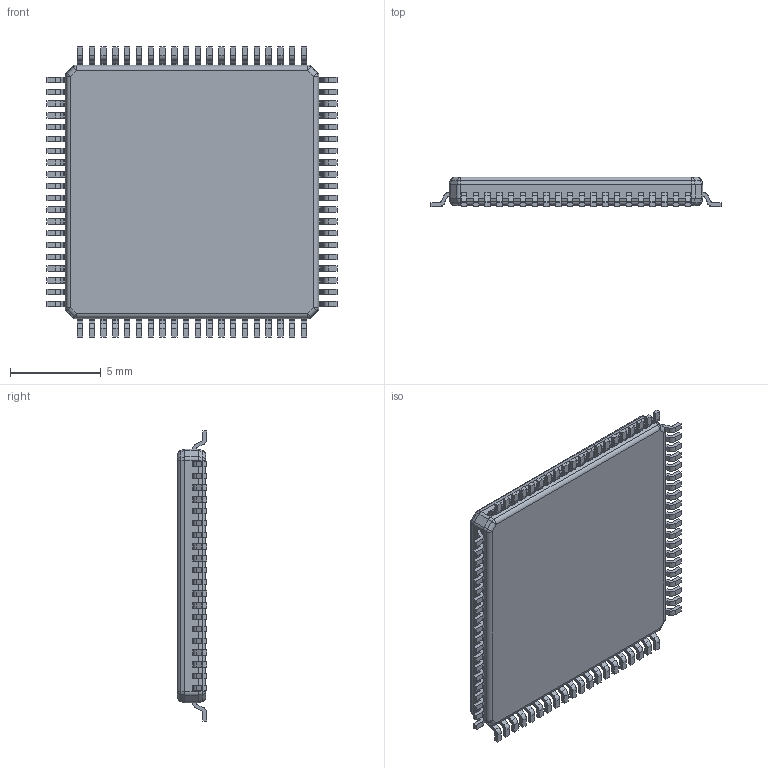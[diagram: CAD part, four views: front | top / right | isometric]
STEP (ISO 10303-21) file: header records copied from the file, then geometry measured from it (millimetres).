
FILE_DESCRIPTION (( 'STEP AP214' ), '1' );
FILE_NAME ( 'QFP_80_P65_1600X1600X160L60X30N.STEP', '2019-01-31T20:32:17', ( '' ), ( '' ), 'Part was generated with the free Library Expert Lite available at www.PCBLibraries.com. Removing line will violate the End User License Agreement.', '©2017 PCB Libraries, Inc.', '' );
FILE_SCHEMA (( 'AUTOMOTIVE_DESIGN' ));
Length unit declared in the file: millimetre
Products named in the file (1): QFP_80_P65_1600X1600X160L60X30N
Bounding box: 16 x 1.6 x 16 mm (x, y, z)
Volume: 305.9 mm3; surface area: 572.8 mm2
Topology: 81 solids, 81 shells, 1209 faces, 3100 edges, 2038 vertices
Faces by surface type: plane 829, cylinder 362, sphere 16, torus 2
Entity records: 40639 total; most frequent: CARTESIAN_POINT 6472, ORIENTED_EDGE 6164, DIRECTION 6146, EDGE_CURVE 3082, VECTOR 2338, LINE 2338, VERTEX_POINT 2038, AXIS2_PLACEMENT_3D 1904
